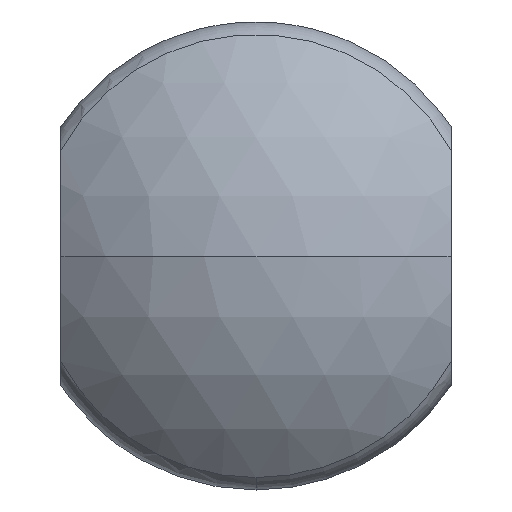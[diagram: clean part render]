
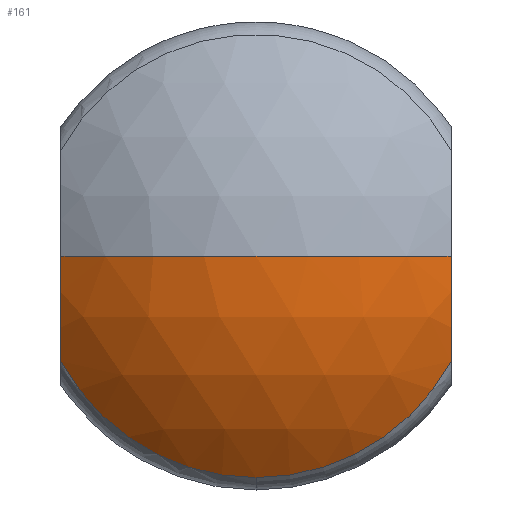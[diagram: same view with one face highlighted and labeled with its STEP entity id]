
A CAD part, front view. The second image highlights one B-rep face of the part: STEP entity #161.
In plain terms, the highlighted spherical face has radius 25 mm.
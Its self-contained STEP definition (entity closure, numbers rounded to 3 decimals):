
#26 = CIRCLE ( 'NONE', #1836, 25. ) ;
#161 = ADVANCED_FACE ( 'Defeature ausgef�hrt2_5', ( #1191 ), #404, .T. ) ;
#196 = AXIS2_PLACEMENT_3D ( 'NONE', #1705, #492, #3726 ) ;
#214 = DIRECTION ( 'NONE',  ( 0., 0., -1. ) ) ;
#404 = SPHERICAL_SURFACE ( 'NONE', #3164, 25. ) ;
#440 = VERTEX_POINT ( 'NONE', #1602 ) ;
#492 = DIRECTION ( 'NONE',  ( 0., -1., 0. ) ) ;
#527 = CARTESIAN_POINT ( 'NONE',  ( 0., -85., 0. ) ) ;
#542 = DIRECTION ( 'NONE',  ( 1., 0., 0. ) ) ;
#800 = ORIENTED_EDGE ( 'NONE', *, *, #1185, .T. ) ;
#836 = AXIS2_PLACEMENT_3D ( 'NONE', #3582, #1824, #3554 ) ;
#889 = CIRCLE ( 'NONE', #3263, 20. ) ;
#962 = CIRCLE ( 'NONE', #836, 17.045 ) ;
#985 = CARTESIAN_POINT ( 'NONE',  ( 0., -110., 0. ) ) ;
#1086 = DIRECTION ( 'NONE',  ( 0., 0., 1. ) ) ;
#1106 = CARTESIAN_POINT ( 'NONE',  ( -15., -85., 0. ) ) ;
#1185 = EDGE_CURVE ( 'Defeature ausgef�hrt2_5+Defeature ausgef�hrt2_8+Defeature ausgef�hrt2_10+Defeature ausgef�hrt2_9', #1918, #2708, #1529, .T. ) ;
#1191 = FACE_OUTER_BOUND ( 'NONE', #2393, .T. ) ;
#1196 = ORIENTED_EDGE ( 'NONE', *, *, #1410, .F. ) ;
#1221 = DIRECTION ( 'NONE',  ( -1., 0., 0. ) ) ;
#1341 = AXIS2_PLACEMENT_3D ( 'NONE', #527, #1086, #542 ) ;
#1410 = EDGE_CURVE ( 'Defeature ausgef�hrt2_10+Defeature ausgef�hrt2_5+Defeature ausgef�hrt2_8+Defeature ausgef�hrt2_4', #1918, #440, #2011, .T. ) ;
#1529 = CIRCLE ( 'NONE', #196, 17.045 ) ;
#1602 = CARTESIAN_POINT ( 'NONE',  ( -15., -105., 0. ) ) ;
#1703 = DIRECTION ( 'NONE',  ( 1., 0., 0. ) ) ;
#1705 = CARTESIAN_POINT ( 'NONE',  ( 0., -103.288, 0. ) ) ;
#1824 = DIRECTION ( 'NONE',  ( 0., -1., 0. ) ) ;
#1836 = AXIS2_PLACEMENT_3D ( 'NONE', #2685, #3231, #1221 ) ;
#1860 = ORIENTED_EDGE ( 'NONE', *, *, #2638, .T. ) ;
#1897 = VERTEX_POINT ( 'NONE', #2164 ) ;
#1918 = VERTEX_POINT ( 'NONE', #2477 ) ;
#2011 = CIRCLE ( 'NONE', #3509, 20. ) ;
#2074 = ORIENTED_EDGE ( 'NONE', *, *, #2836, .F. ) ;
#2164 = CARTESIAN_POINT ( 'NONE',  ( 15., -103.288, -8.096 ) ) ;
#2328 = CARTESIAN_POINT ( 'NONE',  ( 15., -85., 0. ) ) ;
#2393 = EDGE_LOOP ( 'NONE', ( #2866, #2993, #2074, #1196, #800, #1860 ) ) ;
#2477 = CARTESIAN_POINT ( 'NONE',  ( -15., -103.288, -8.096 ) ) ;
#2543 = CARTESIAN_POINT ( 'NONE',  ( 0., -85., 0. ) ) ;
#2597 = VERTEX_POINT ( 'NONE', #985 ) ;
#2638 = EDGE_CURVE ( 'Defeature ausgef�hrt2_5+Defeature ausgef�hrt2_8+Defeature ausgef�hrt2_10+Defeature ausgef�hrt2_9', #2708, #1897, #962, .T. ) ;
#2663 = CIRCLE ( 'NONE', #1341, 25. ) ;
#2685 = CARTESIAN_POINT ( 'NONE',  ( 0., -85., 0. ) ) ;
#2708 = VERTEX_POINT ( 'NONE', #3280 ) ;
#2836 = EDGE_CURVE ( 'NONE', #440, #2597, #2663, .T. ) ;
#2838 = DIRECTION ( 'NONE',  ( -1., 0., 0. ) ) ;
#2866 = ORIENTED_EDGE ( 'NONE', *, *, #3277, .F. ) ;
#2993 = ORIENTED_EDGE ( 'NONE', *, *, #3706, .T. ) ;
#3132 = DIRECTION ( 'NONE',  ( 0., 0., -1. ) ) ;
#3148 = DIRECTION ( 'NONE',  ( -1., 0., 0. ) ) ;
#3164 = AXIS2_PLACEMENT_3D ( 'NONE', #2543, #214, #2838 ) ;
#3231 = DIRECTION ( 'NONE',  ( 0., 0., -1. ) ) ;
#3263 = AXIS2_PLACEMENT_3D ( 'NONE', #2328, #1703, #3725 ) ;
#3277 = EDGE_CURVE ( 'Defeature ausgef�hrt2_9+Defeature ausgef�hrt2_5+Defeature ausgef�hrt2_4+Defeature ausgef�hrt2_8', #3391, #1897, #889, .T. ) ;
#3280 = CARTESIAN_POINT ( 'NONE',  ( 0., -103.288, -17.045 ) ) ;
#3391 = VERTEX_POINT ( 'NONE', #3533 ) ;
#3509 = AXIS2_PLACEMENT_3D ( 'NONE', #1106, #3148, #3132 ) ;
#3533 = CARTESIAN_POINT ( 'NONE',  ( 15., -105., 0. ) ) ;
#3554 = DIRECTION ( 'NONE',  ( 0., 0., -1. ) ) ;
#3582 = CARTESIAN_POINT ( 'NONE',  ( 0., -103.288, 0. ) ) ;
#3706 = EDGE_CURVE ( 'NONE', #3391, #2597, #26, .T. ) ;
#3725 = DIRECTION ( 'NONE',  ( 0., 0., 1. ) ) ;
#3726 = DIRECTION ( 'NONE',  ( 0., 0., -1. ) ) ;
